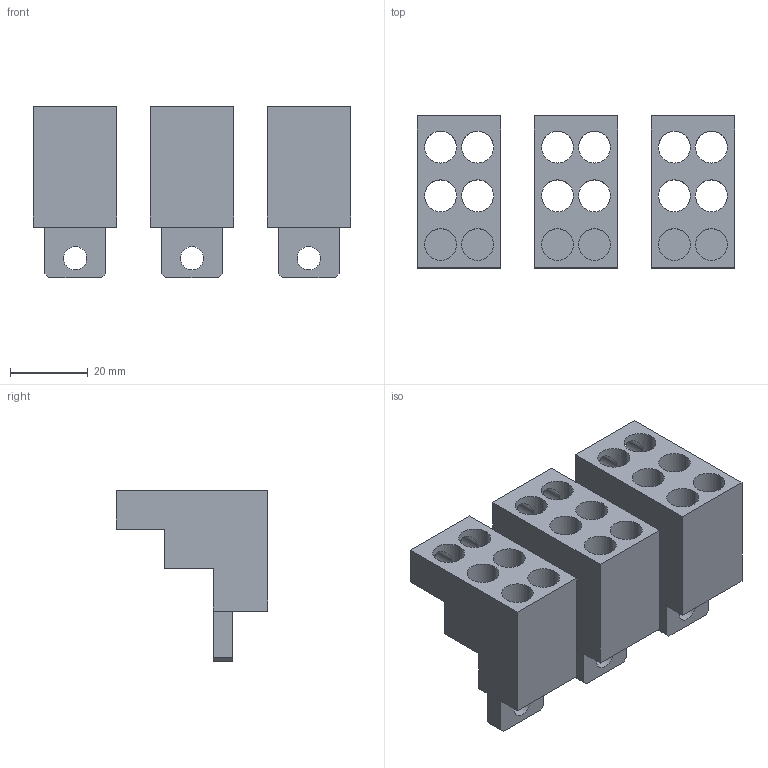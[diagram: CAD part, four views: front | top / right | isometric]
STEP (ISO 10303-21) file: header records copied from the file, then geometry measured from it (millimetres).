
FILE_DESCRIPTION(('CATIA V5 STEP Exchange'),'2;1');
FILE_NAME('1SDH001295R0248_1PA_001_00_XT2_3P_WITHDRAWABLE_MC_SUP.stp','2014-11-11T15:24:11+00:00',('none'),('none'),'CATIA Version 5 Release 20 SP 1 (IN-10)','CATIA V5 STEP AP214','none');
FILE_SCHEMA(('AUTOMOTIVE_DESIGN { 1 0 10303 214 1 1 1 1 }'));
Length unit declared in the file: millimetre
Products named in the file (1): 1SDH001295R0248_1PA_001_00_XT2_3P_WITHDRAWABLE_MC_SUP
Bounding box: 81.5 x 39 x 44 mm (x, y, z)
Volume: 33399.4 mm3; surface area: 23867.9 mm2
Topology: 3 solids, 3 shells, 132 faces, 360 edges, 240 vertices
Faces by surface type: cylinder 78, plane 54
Entity records: 4690 total; most frequent: CARTESIAN_POINT 1498, ORIENTED_EDGE 720, DIRECTION 462, EDGE_CURVE 360, VERTEX_POINT 240, VECTOR 204, EDGE_LOOP 204, LINE 204
